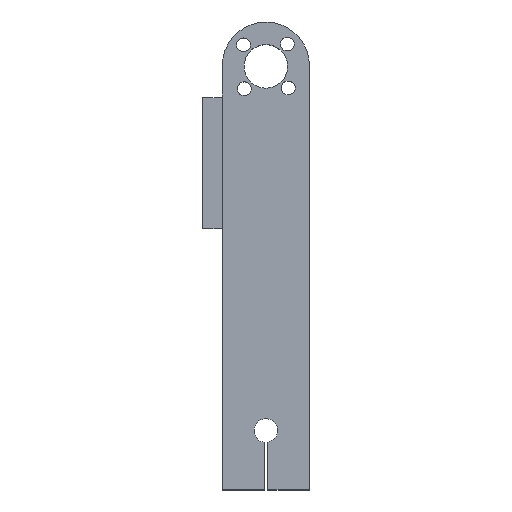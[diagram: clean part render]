
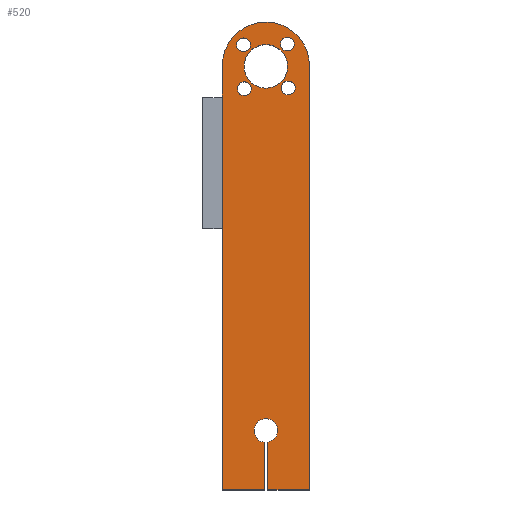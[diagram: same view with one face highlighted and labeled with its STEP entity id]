
A CAD part, top view. The second image highlights one B-rep face of the part: STEP entity #520.
In plain terms, the highlighted planar face has unit normal (0, 0, 1).
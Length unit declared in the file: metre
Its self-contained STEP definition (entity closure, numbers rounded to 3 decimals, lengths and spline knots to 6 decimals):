
#21=CIRCLE('',#544,0.011);
#24=CIRCLE('',#549,0.00175);
#26=CIRCLE('',#552,0.0055);
#33=CIRCLE('',#570,0.00175);
#35=CIRCLE('',#573,0.00175);
#37=CIRCLE('',#576,0.00175);
#39=CIRCLE('',#581,0.003);
#145=ORIENTED_EDGE('',*,*,#230,.T.);
#146=ORIENTED_EDGE('',*,*,#228,.T.);
#147=ORIENTED_EDGE('',*,*,#226,.T.);
#148=ORIENTED_EDGE('',*,*,#199,.T.);
#149=ORIENTED_EDGE('',*,*,#201,.T.);
#150=ORIENTED_EDGE('',*,*,#237,.T.);
#151=ORIENTED_EDGE('',*,*,#238,.T.);
#152=ORIENTED_EDGE('',*,*,#239,.T.);
#153=ORIENTED_EDGE('',*,*,#236,.F.);
#154=ORIENTED_EDGE('',*,*,#204,.T.);
#155=ORIENTED_EDGE('',*,*,#185,.T.);
#156=ORIENTED_EDGE('',*,*,#189,.T.);
#157=ORIENTED_EDGE('',*,*,#192,.T.);
#158=ORIENTED_EDGE('',*,*,#208,.T.);
#159=ORIENTED_EDGE('',*,*,#195,.T.);
#160=ORIENTED_EDGE('',*,*,#223,.F.);
#185=EDGE_CURVE('',#249,#248,#296,.T.);
#189=EDGE_CURVE('',#248,#251,#21,.T.);
#192=EDGE_CURVE('',#251,#254,#299,.T.);
#195=EDGE_CURVE('',#257,#256,#302,.T.);
#199=EDGE_CURVE('',#260,#260,#24,.T.);
#201=EDGE_CURVE('',#262,#262,#26,.T.);
#204=EDGE_CURVE('',#265,#249,#306,.T.);
#208=EDGE_CURVE('',#254,#257,#308,.T.);
#223=EDGE_CURVE('',#277,#256,#321,.T.);
#226=EDGE_CURVE('',#279,#279,#33,.T.);
#228=EDGE_CURVE('',#281,#281,#35,.T.);
#230=EDGE_CURVE('',#283,#283,#37,.T.);
#236=EDGE_CURVE('',#265,#287,#327,.T.);
#237=EDGE_CURVE('',#277,#288,#328,.T.);
#238=EDGE_CURVE('',#288,#289,#39,.T.);
#239=EDGE_CURVE('',#289,#287,#329,.T.);
#248=VERTEX_POINT('',#743);
#249=VERTEX_POINT('',#745);
#251=VERTEX_POINT('',#754);
#254=VERTEX_POINT('',#761);
#256=VERTEX_POINT('',#766);
#257=VERTEX_POINT('',#768);
#260=VERTEX_POINT('',#776);
#262=VERTEX_POINT('',#781);
#265=VERTEX_POINT('',#788);
#277=VERTEX_POINT('',#827);
#279=VERTEX_POINT('',#834);
#281=VERTEX_POINT('',#839);
#283=VERTEX_POINT('',#844);
#287=VERTEX_POINT('',#855);
#288=VERTEX_POINT('',#859);
#289=VERTEX_POINT('',#861);
#296=LINE('',#744,#334);
#299=LINE('',#762,#337);
#302=LINE('',#767,#340);
#306=LINE('',#787,#344);
#308=LINE('',#795,#346);
#321=LINE('',#828,#359);
#327=LINE('',#856,#365);
#328=LINE('',#858,#366);
#329=LINE('',#862,#367);
#334=VECTOR('',#599,1.);
#337=VECTOR('',#612,1.);
#340=VECTOR('',#615,1.);
#344=VECTOR('',#635,1.);
#346=VECTOR('',#643,1.);
#359=VECTOR('',#676,1.);
#365=VECTOR('',#706,1.);
#366=VECTOR('',#709,1.);
#367=VECTOR('',#712,1.);
#408=EDGE_LOOP('',(#145));
#409=EDGE_LOOP('',(#146));
#410=EDGE_LOOP('',(#147));
#411=EDGE_LOOP('',(#148));
#412=EDGE_LOOP('',(#149));
#413=EDGE_LOOP('',(#150,#151,#152,#153,#154,#155,#156,#157,#158,#159,#160));
#465=FACE_BOUND('',#408,.T.);
#466=FACE_BOUND('',#409,.T.);
#467=FACE_BOUND('',#410,.T.);
#468=FACE_BOUND('',#411,.T.);
#469=FACE_BOUND('',#412,.T.);
#470=FACE_BOUND('',#413,.T.);
#496=PLANE('',#580);
#520=ADVANCED_FACE('',(#465,#466,#467,#468,#469,#470),#496,.T.);
#544=AXIS2_PLACEMENT_3D('',#755,#605,#606);
#549=AXIS2_PLACEMENT_3D('',#775,#622,#623);
#552=AXIS2_PLACEMENT_3D('',#780,#628,#629);
#570=AXIS2_PLACEMENT_3D('',#833,#682,#683);
#573=AXIS2_PLACEMENT_3D('',#838,#688,#689);
#576=AXIS2_PLACEMENT_3D('',#843,#694,#695);
#580=AXIS2_PLACEMENT_3D('',#857,#707,#708);
#581=AXIS2_PLACEMENT_3D('',#860,#710,#711);
#599=DIRECTION('',(0.,1.,0.));
#605=DIRECTION('',(0.,0.,1.));
#606=DIRECTION('',(1.,0.,0.));
#612=DIRECTION('',(0.,-1.,0.));
#615=DIRECTION('',(0.,-1.,0.));
#622=DIRECTION('',(0.,0.,-1.));
#623=DIRECTION('',(-1.,0.,0.));
#628=DIRECTION('',(0.,0.,-1.));
#629=DIRECTION('',(-1.,0.,0.));
#635=DIRECTION('',(0.,1.,0.));
#643=DIRECTION('',(0.,-1.,0.));
#676=DIRECTION('',(-1.,0.,0.));
#682=DIRECTION('',(0.,0.,-1.));
#683=DIRECTION('',(-1.,0.,0.));
#688=DIRECTION('',(0.,0.,-1.));
#689=DIRECTION('',(-1.,0.,0.));
#694=DIRECTION('',(0.,0.,-1.));
#695=DIRECTION('',(-1.,0.,0.));
#706=DIRECTION('',(-1.,0.,0.));
#707=DIRECTION('',(0.,0.,1.));
#708=DIRECTION('',(-1.,0.,0.));
#709=DIRECTION('',(0.,1.,0.));
#710=DIRECTION('',(0.,0.,-1.));
#711=DIRECTION('',(-1.,0.,0.));
#712=DIRECTION('',(0.,-1.,0.));
#743=CARTESIAN_POINT('',(0.011001,0.000217,-0.022358));
#744=CARTESIAN_POINT('',(0.011005,-0.029391,-0.022358));
#745=CARTESIAN_POINT('',(0.011001,0.,-0.022358));
#754=CARTESIAN_POINT('',(-0.010999,0.000216,-0.022358));
#755=CARTESIAN_POINT('',(0.000001,0.000216,-0.022358));
#761=CARTESIAN_POINT('',(-0.010999,-0.008,-0.022358));
#762=CARTESIAN_POINT('',(-0.010999,0.,-0.022358));
#766=CARTESIAN_POINT('',(-0.010999,-0.107,-0.022358));
#767=CARTESIAN_POINT('',(-0.010999,0.,-0.022358));
#768=CARTESIAN_POINT('',(-0.010999,-0.041059,-0.022358));
#775=CARTESIAN_POINT('',(0.005656,-0.005441,-0.022358));
#776=CARTESIAN_POINT('',(0.003906,-0.005441,-0.022358));
#780=CARTESIAN_POINT('',(0.,0.,-0.022358));
#781=CARTESIAN_POINT('',(-0.0055,0.,-0.022358));
#787=CARTESIAN_POINT('',(0.011001,0.,-0.022358));
#788=CARTESIAN_POINT('',(0.011001,-0.107,-0.022358));
#795=CARTESIAN_POINT('',(-0.010999,-0.029392,-0.022358));
#827=CARTESIAN_POINT('',(-0.000374,-0.107,-0.022358));
#828=CARTESIAN_POINT('',(0.011001,-0.107,-0.022358));
#833=CARTESIAN_POINT('',(-0.005441,-0.005656,-0.022358));
#834=CARTESIAN_POINT('',(-0.007191,-0.005656,-0.022358));
#838=CARTESIAN_POINT('',(-0.005656,0.005441,-0.022358));
#839=CARTESIAN_POINT('',(-0.007406,0.005441,-0.022358));
#843=CARTESIAN_POINT('',(0.005441,0.005656,-0.022358));
#844=CARTESIAN_POINT('',(0.003691,0.005656,-0.022358));
#855=CARTESIAN_POINT('',(0.000501,-0.107,-0.022358));
#856=CARTESIAN_POINT('',(0.011001,-0.107,-0.022358));
#857=CARTESIAN_POINT('',(0.000001,-0.029392,-0.022358));
#858=CARTESIAN_POINT('',(-0.000374,-0.068196,-0.022358));
#859=CARTESIAN_POINT('',(-0.000374,-0.094976,-0.022358));
#860=CARTESIAN_POINT('',(0.000001,-0.092,-0.022358));
#861=CARTESIAN_POINT('',(0.000501,-0.094958,-0.022358));
#862=CARTESIAN_POINT('',(0.000501,-0.062175,-0.022358));
